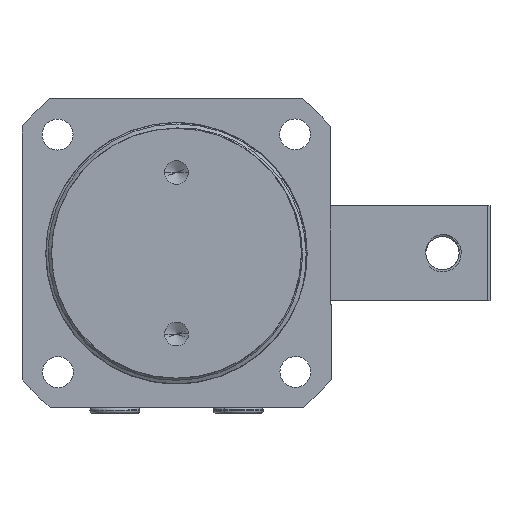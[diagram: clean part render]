
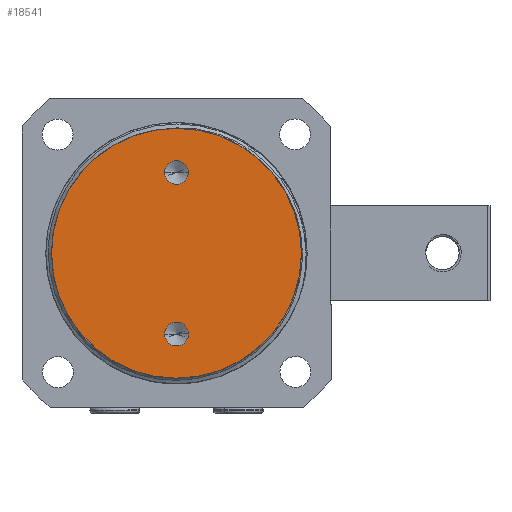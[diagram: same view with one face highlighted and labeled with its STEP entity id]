
A CAD part, front view. The second image highlights one B-rep face of the part: STEP entity #18541.
In plain terms, the highlighted planar face has unit normal (0, -1, 0).
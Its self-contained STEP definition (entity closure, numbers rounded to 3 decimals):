
#2487 = DIRECTION ( 'NONE',  ( 0., 0., -1. ) ) ;
#2500 = DIRECTION ( 'NONE',  ( 0., -1., 0. ) ) ;
#2539 = DIRECTION ( 'NONE',  ( 0., 0., -1. ) ) ;
#2578 = CARTESIAN_POINT ( 'NONE',  ( -17., -72.5, 0. ) ) ;
#3074 = EDGE_LOOP ( 'NONE', ( #45621, #32958 ) ) ;
#3319 = DIRECTION ( 'NONE',  ( 0., -1., 0. ) ) ;
#3826 = CARTESIAN_POINT ( 'NONE',  ( 17., -72.5, 0. ) ) ;
#5250 = ORIENTED_EDGE ( 'NONE', *, *, #5942, .F. ) ;
#5942 = EDGE_CURVE ( 'NONE', #16022, #48073, #27221, .T. ) ;
#7534 = CARTESIAN_POINT ( 'NONE',  ( 0., -72.5, 26.299 ) ) ;
#8590 = VERTEX_POINT ( 'NONE', #39609 ) ;
#9064 = AXIS2_PLACEMENT_3D ( 'NONE', #26007, #25961, #25794 ) ;
#11458 = DIRECTION ( 'NONE',  ( 0., -1., 0. ) ) ;
#12411 = VERTEX_POINT ( 'NONE', #7534 ) ;
#15056 = ORIENTED_EDGE ( 'NONE', *, *, #33074, .F. ) ;
#15671 = AXIS2_PLACEMENT_3D ( 'NONE', #3826, #3319, #2539 ) ;
#15775 = EDGE_CURVE ( 'NONE', #48073, #16022, #62053, .T. ) ;
#16022 = VERTEX_POINT ( 'NONE', #20021 ) ;
#16278 = CIRCLE ( 'NONE', #56611, 26.3 ) ;
#18541 = ADVANCED_FACE ( 'NONE', ( #30897, #52667, #27832 ), #36189, .F. ) ;
#18691 = AXIS2_PLACEMENT_3D ( 'NONE', #38036, #37815, #37675 ) ;
#20021 = CARTESIAN_POINT ( 'NONE',  ( 17., -72.5, -2.5 ) ) ;
#21051 = EDGE_LOOP ( 'NONE', ( #15056, #50683 ) ) ;
#23090 = CARTESIAN_POINT ( 'NONE',  ( 0., -72.5, 0. ) ) ;
#24222 = EDGE_LOOP ( 'NONE', ( #5250, #46934 ) ) ;
#25794 = DIRECTION ( 'NONE',  ( 0., 0., -1. ) ) ;
#25961 = DIRECTION ( 'NONE',  ( 0., -1., 0. ) ) ;
#26007 = CARTESIAN_POINT ( 'NONE',  ( -17., -72.5, 0. ) ) ;
#27221 = CIRCLE ( 'NONE', #15671, 2.5 ) ;
#27832 = FACE_OUTER_BOUND ( 'NONE', #3074, .T. ) ;
#28032 = DIRECTION ( 'NONE',  ( 0., 0., 1. ) ) ;
#29599 = CARTESIAN_POINT ( 'NONE',  ( -17., -72.5, -2.5 ) ) ;
#29865 = CIRCLE ( 'NONE', #54707, 2.5 ) ;
#30704 = VERTEX_POINT ( 'NONE', #29599 ) ;
#30897 = FACE_BOUND ( 'NONE', #21051, .T. ) ;
#31826 = EDGE_CURVE ( 'NONE', #57949, #30704, #29865, .T. ) ;
#32958 = ORIENTED_EDGE ( 'NONE', *, *, #52056, .T. ) ;
#33074 = EDGE_CURVE ( 'NONE', #30704, #57949, #53955, .T. ) ;
#36189 = PLANE ( 'NONE',  #18691 ) ;
#37637 = CARTESIAN_POINT ( 'NONE',  ( 17., -72.5, 2.5 ) ) ;
#37675 = DIRECTION ( 'NONE',  ( 0., 0., 1. ) ) ;
#37815 = DIRECTION ( 'NONE',  ( 0., 1., 0. ) ) ;
#38036 = CARTESIAN_POINT ( 'NONE',  ( 0., -72.5, 0. ) ) ;
#39609 = CARTESIAN_POINT ( 'NONE',  ( 0., -72.5, -26.3 ) ) ;
#40826 = DIRECTION ( 'NONE',  ( 0., 0., -1. ) ) ;
#40906 = DIRECTION ( 'NONE',  ( 0., -1., 0. ) ) ;
#40988 = CARTESIAN_POINT ( 'NONE',  ( 17., -72.5, 0. ) ) ;
#41057 = CARTESIAN_POINT ( 'NONE',  ( 0., -72.5, 0. ) ) ;
#41883 = CIRCLE ( 'NONE', #61106, 26.3 ) ;
#45621 = ORIENTED_EDGE ( 'NONE', *, *, #52879, .T. ) ;
#46032 = DIRECTION ( 'NONE',  ( 0., 0., 1. ) ) ;
#46934 = ORIENTED_EDGE ( 'NONE', *, *, #15775, .F. ) ;
#48073 = VERTEX_POINT ( 'NONE', #37637 ) ;
#48969 = AXIS2_PLACEMENT_3D ( 'NONE', #40988, #40906, #40826 ) ;
#50683 = ORIENTED_EDGE ( 'NONE', *, *, #31826, .F. ) ;
#52056 = EDGE_CURVE ( 'NONE', #8590, #12411, #41883, .T. ) ;
#52667 = FACE_BOUND ( 'NONE', #24222, .T. ) ;
#52879 = EDGE_CURVE ( 'NONE', #12411, #8590, #16278, .T. ) ;
#53955 = CIRCLE ( 'NONE', #9064, 2.5 ) ;
#54707 = AXIS2_PLACEMENT_3D ( 'NONE', #2578, #2500, #2487 ) ;
#56611 = AXIS2_PLACEMENT_3D ( 'NONE', #23090, #57784, #28032 ) ;
#57784 = DIRECTION ( 'NONE',  ( 0., -1., 0. ) ) ;
#57949 = VERTEX_POINT ( 'NONE', #60749 ) ;
#60749 = CARTESIAN_POINT ( 'NONE',  ( -17., -72.5, 2.5 ) ) ;
#61106 = AXIS2_PLACEMENT_3D ( 'NONE', #41057, #11458, #46032 ) ;
#62053 = CIRCLE ( 'NONE', #48969, 2.5 ) ;
